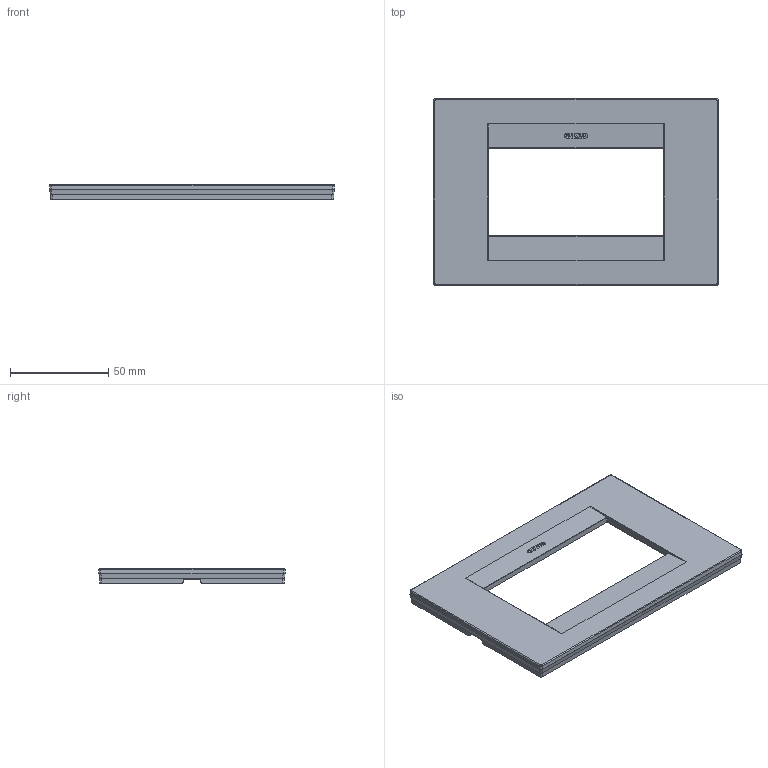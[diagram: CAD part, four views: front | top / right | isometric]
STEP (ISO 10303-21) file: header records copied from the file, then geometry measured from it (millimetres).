
FILE_DESCRIPTION(('CATIA V5 STEP Exchange','CAx-IF Rec.Pracs.--- Model Styling and Organization---1.4--- 2014-01-23'),'2;1');
FILE_NAME('GW16404TB.stp','2024-02-12T15:38:39+00:00',('none'),('none'),'CATIA Version 5-6 Release 2019 SP6','CATIA V5 STEP AP214 v1','none');
FILE_SCHEMA(('AUTOMOTIVE_DESIGN { 1 0 10303 214 1 1 1 1 }'));
Length unit declared in the file: millimetre
Products named in the file (1): GW16404TB
Bounding box: 145.38 x 95.17 x 7.5 mm (x, y, z)
Volume: 23813.6 mm3; surface area: 26553.5 mm2
Topology: 1 solids, 1 shells, 272 faces, 733 edges, 474 vertices
Faces by surface type: plane 119, extrusion 63, cylinder 62, bspline 24, torus 4
Entity records: 10564 total; most frequent: CARTESIAN_POINT 4258, ORIENTED_EDGE 1466, DIRECTION 940, EDGE_CURVE 733, VECTOR 479, VERTEX_POINT 474, LINE 416, AXIS2_PLACEMENT_3D 325
